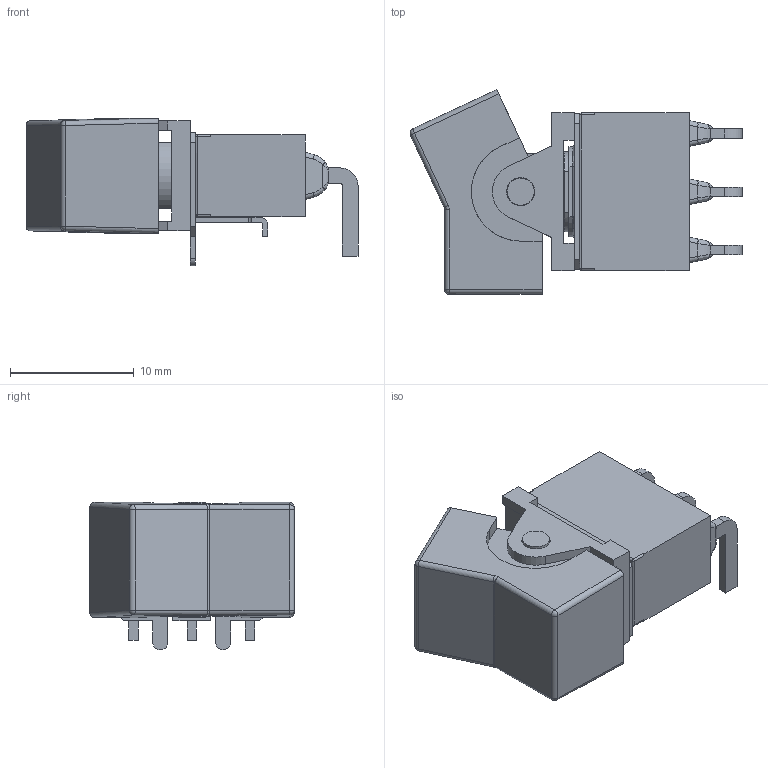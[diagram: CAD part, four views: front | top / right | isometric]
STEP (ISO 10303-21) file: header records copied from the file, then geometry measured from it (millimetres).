
FILE_DESCRIPTION((''),'2;1');
FILE_NAME('SW_C&K_E101J1AQE2.stp','2015-07-02T13:06:13',(''),(''),'Mechanical Desktop 2011','Mechanical Desktop 2011',', , ');
FILE_SCHEMA(('AUTOMOTIVE_DESIGN { 1 2 10303 214 1 1 1 1 }'));
Length unit declared in the file: millimetre
Products named in the file (1): Product
Bounding box: 26.79 x 16.5 x 11.92 mm (x, y, z)
Volume: 1733 mm3; surface area: 2624.6 mm2
Topology: 12 solids, 12 shells, 332 faces, 846 edges, 546 vertices
Faces by surface type: plane 179, cylinder 90, bspline 44, sphere 9, torus 8, cone 2
Entity records: 11015 total; most frequent: CARTESIAN_POINT 2935, ORIENTED_EDGE 1688, DIRECTION 1635, EDGE_CURVE 844, VECTOR 559, LINE 559, VERTEX_POINT 546, AXIS2_PLACEMENT_3D 538
